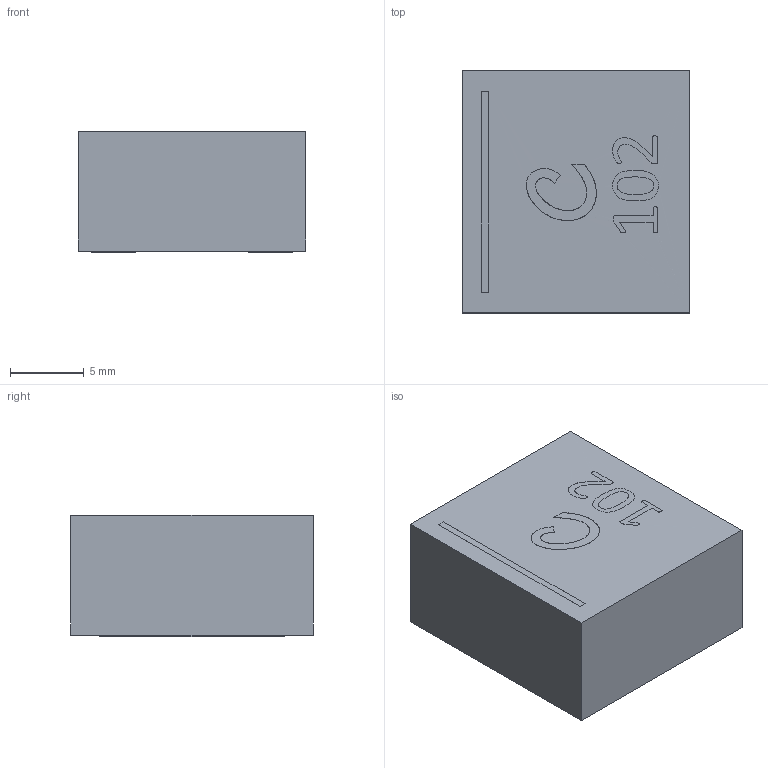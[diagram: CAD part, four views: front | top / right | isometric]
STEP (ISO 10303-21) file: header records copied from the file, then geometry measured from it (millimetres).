
FILE_DESCRIPTION(('FreeCAD Model'),'2;1');
FILE_NAME('Open CASCADE Shape Model','2024-11-16T15:00:30',(''),(''), 'Open CASCADE STEP processor 7.6','FreeCAD','Unknown');
FILE_SCHEMA(('AUTOMOTIVE_DESIGN { 1 0 10303 214 1 1 1 1 }'));
Length unit declared in the file: millimetre
Products named in the file (1): Coilcraft-XAL1580-102
Bounding box: 15.4 x 16.4 x 8.2 mm (x, y, z)
Volume: 2053.2 mm3; surface area: 1026.6 mm2
Topology: 1 solids, 1 shells, 75 faces, 165 edges, 100 vertices
Faces by surface type: plane 39, bspline 36
Entity records: 3922 total; most frequent: CARTESIAN_POINT 1997, ORIENTED_EDGE 330, DIRECTION 173, EDGE_CURVE 165, VERTEX_POINT 100, LINE 93, VECTOR 93, FACE_BOUND 83
